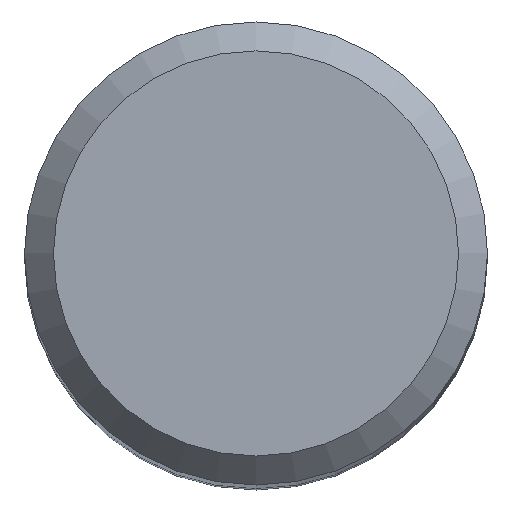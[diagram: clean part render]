
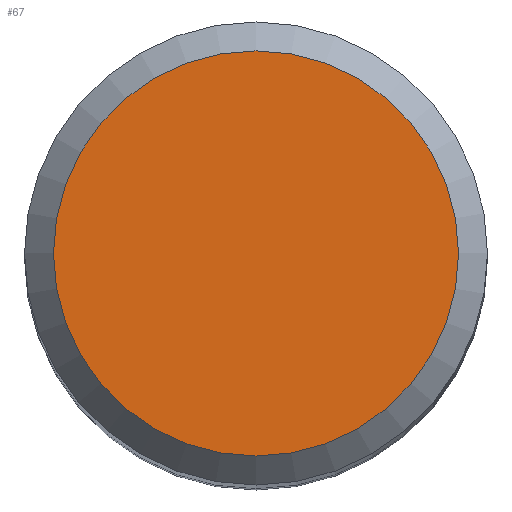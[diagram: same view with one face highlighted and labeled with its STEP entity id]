
A CAD part, top view. The second image highlights one B-rep face of the part: STEP entity #67.
In plain terms, the highlighted planar face has unit normal (0, 0, 1).
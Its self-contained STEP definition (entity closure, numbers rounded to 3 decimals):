
#67=ADVANCED_FACE('',(#76),#72,.T.);
#72=PLANE('',#165);
#76=FACE_OUTER_BOUND('',#86,.T.);
#86=EDGE_LOOP('',(#98));
#98=ORIENTED_EDGE('',*,*,#111,.F.);
#105=VERTEX_POINT('',#237);
#111=EDGE_CURVE('',#105,#105,#117,.T.);
#117=CIRCLE('',#162,7.);
#162=AXIS2_PLACEMENT_3D('',#236,#191,#192);
#165=AXIS2_PLACEMENT_3D('',#241,#197,#198);
#191=DIRECTION('',(0.,0.,-1.));
#192=DIRECTION('',(-1.,0.,0.));
#197=DIRECTION('',(0.,0.,1.));
#198=DIRECTION('',(1.,0.,0.));
#236=CARTESIAN_POINT('',(0.,0.,0.));
#237=CARTESIAN_POINT('',(-7.,0.,0.));
#241=CARTESIAN_POINT('',(7.,0.,0.));
